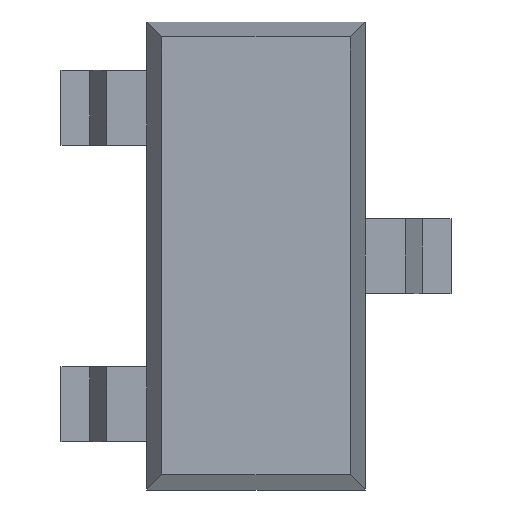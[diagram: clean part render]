
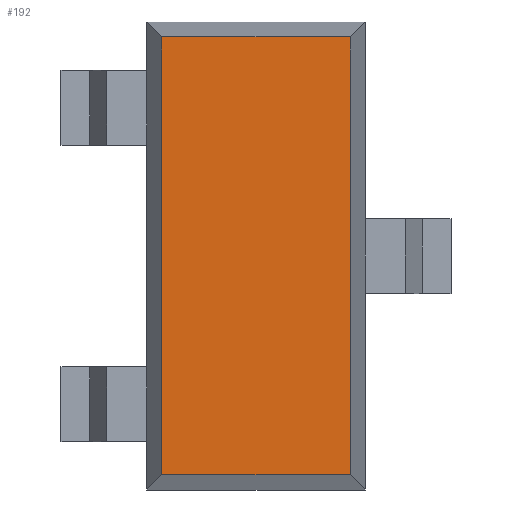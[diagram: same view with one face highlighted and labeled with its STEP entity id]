
A CAD part, top view. The second image highlights one B-rep face of the part: STEP entity #192.
In plain terms, the highlighted planar face has unit normal (0, 0, 1).
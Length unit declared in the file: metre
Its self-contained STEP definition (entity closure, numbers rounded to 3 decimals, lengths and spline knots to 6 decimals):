
#156 = EDGE_CURVE( '', #437, #438, #439, .T. );
#192 = ADVANCED_FACE( '', ( #503 ), #504, .F. );
#294 = EDGE_CURVE( '', #517, #437, #651, .T. );
#298 = EDGE_CURVE( '', #438, #500, #656, .T. );
#342 = EDGE_CURVE( '', #500, #517, #711, .T. );
#437 = VERTEX_POINT( '', #806 );
#438 = VERTEX_POINT( '', #807 );
#439 = LINE( '', #808, #809 );
#500 = VERTEX_POINT( '', #895 );
#503 = FACE_OUTER_BOUND( '', #899, .T. );
#504 = PLANE( '', #900 );
#517 = VERTEX_POINT( '', #920 );
#651 = LINE( '', #1116, #1117 );
#656 = LINE( '', #1123, #1124 );
#711 = LINE( '', #1206, #1207 );
#806 = CARTESIAN_POINT( '', ( 0.000612, 0.001408, 0.001096 ) );
#807 = CARTESIAN_POINT( '', ( -0.000594, 0.001408, 0.001096 ) );
#808 = CARTESIAN_POINT( '', ( 0.000709, 0.001408, 0.001096 ) );
#809 = VECTOR( '', #1356, 1. );
#895 = CARTESIAN_POINT( '', ( -0.000594, -0.001398, 0.001096 ) );
#899 = EDGE_LOOP( '', ( #1411, #1412, #1413, #1414 ) );
#900 = AXIS2_PLACEMENT_3D( '', #1415, #1416, #1417 );
#920 = CARTESIAN_POINT( '', ( 0.000612, -0.001398, 0.001096 ) );
#1116 = CARTESIAN_POINT( '', ( 0.000612, -0.001495, 0.001096 ) );
#1117 = VECTOR( '', #1588, 1. );
#1123 = CARTESIAN_POINT( '', ( -0.000594, 0.001505, 0.001096 ) );
#1124 = VECTOR( '', #1601, 1. );
#1206 = CARTESIAN_POINT( '', ( -0.000691, -0.001398, 0.001096 ) );
#1207 = VECTOR( '', #1689, 1. );
#1356 = DIRECTION( '', ( -1., 0., 0. ) );
#1411 = ORIENTED_EDGE( '', *, *, #294, .T. );
#1412 = ORIENTED_EDGE( '', *, *, #156, .T. );
#1413 = ORIENTED_EDGE( '', *, *, #298, .T. );
#1414 = ORIENTED_EDGE( '', *, *, #342, .T. );
#1415 = CARTESIAN_POINT( '', ( 0.000009, 0.000005, 0.001096 ) );
#1416 = DIRECTION( '', ( 0., 0., -1. ) );
#1417 = DIRECTION( '', ( -1., 0., 0. ) );
#1588 = DIRECTION( '', ( 0., 1., 0. ) );
#1601 = DIRECTION( '', ( 0., -1., 0. ) );
#1689 = DIRECTION( '', ( 1., 0., 0. ) );
